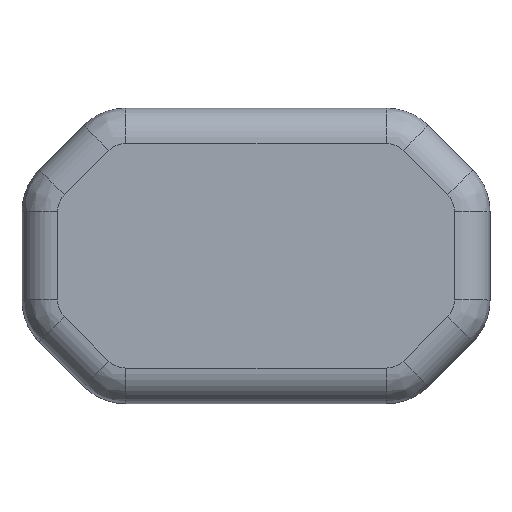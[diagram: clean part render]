
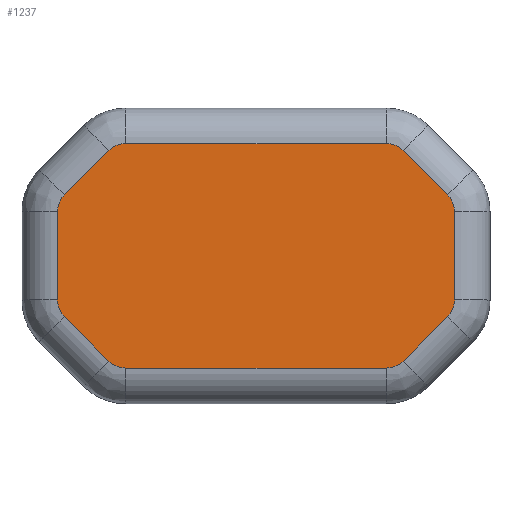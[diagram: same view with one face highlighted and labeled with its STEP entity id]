
A CAD part, top view. The second image highlights one B-rep face of the part: STEP entity #1237.
In plain terms, the highlighted planar face has unit normal (0, 0, 1).
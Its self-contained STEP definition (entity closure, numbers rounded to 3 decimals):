
#53=PLANE('',#1402);
#158=FACE_OUTER_BOUND('',#240,.T.);
#240=EDGE_LOOP('',(#1108,#1109,#1110,#1111,#1112,#1113,#1114,#1115,#1116,
#1117,#1118,#1119,#1120,#1121,#1122,#1123));
#322=LINE('',#2153,#410);
#323=LINE('',#2169,#411);
#324=LINE('',#2186,#412);
#325=LINE('',#2205,#413);
#327=LINE('',#2223,#415);
#328=LINE('',#2241,#416);
#330=LINE('',#2258,#418);
#331=LINE('',#2272,#419);
#410=VECTOR('',#1694,10.);
#411=VECTOR('',#1703,10.);
#412=VECTOR('',#1714,10.);
#413=VECTOR('',#1725,10.);
#415=VECTOR('',#1737,10.);
#416=VECTOR('',#1748,10.);
#418=VECTOR('',#1758,10.);
#419=VECTOR('',#1765,10.);
#496=CIRCLE('',#1365,4.);
#499=CIRCLE('',#1369,4.);
#502=CIRCLE('',#1373,4.);
#506=CIRCLE('',#1378,4.);
#510=CIRCLE('',#1383,4.);
#514=CIRCLE('',#1388,4.);
#518=CIRCLE('',#1393,4.);
#521=CIRCLE('',#1397,4.);
#611=VERTEX_POINT('',#2145);
#612=VERTEX_POINT('',#2147);
#613=VERTEX_POINT('',#2151);
#614=VERTEX_POINT('',#2163);
#615=VERTEX_POINT('',#2167);
#616=VERTEX_POINT('',#2179);
#617=VERTEX_POINT('',#2184);
#619=VERTEX_POINT('',#2197);
#621=VERTEX_POINT('',#2203);
#622=VERTEX_POINT('',#2216);
#623=VERTEX_POINT('',#2221);
#625=VERTEX_POINT('',#2234);
#626=VERTEX_POINT('',#2239);
#627=VERTEX_POINT('',#2252);
#628=VERTEX_POINT('',#2256);
#629=VERTEX_POINT('',#2268);
#764=EDGE_CURVE('',#612,#611,#496,.T.);
#766=EDGE_CURVE('',#613,#612,#322,.T.);
#768=EDGE_CURVE('',#614,#613,#499,.T.);
#770=EDGE_CURVE('',#615,#614,#323,.T.);
#772=EDGE_CURVE('',#616,#615,#502,.T.);
#775=EDGE_CURVE('',#617,#616,#324,.T.);
#777=EDGE_CURVE('',#619,#617,#506,.T.);
#780=EDGE_CURVE('',#621,#619,#325,.T.);
#783=EDGE_CURVE('',#622,#621,#510,.T.);
#786=EDGE_CURVE('',#623,#622,#327,.T.);
#788=EDGE_CURVE('',#625,#623,#514,.T.);
#791=EDGE_CURVE('',#626,#625,#328,.T.);
#794=EDGE_CURVE('',#627,#626,#518,.T.);
#796=EDGE_CURVE('',#628,#627,#330,.T.);
#798=EDGE_CURVE('',#629,#628,#521,.T.);
#799=EDGE_CURVE('',#611,#629,#331,.T.);
#1108=ORIENTED_EDGE('',*,*,#764,.F.);
#1109=ORIENTED_EDGE('',*,*,#766,.F.);
#1110=ORIENTED_EDGE('',*,*,#768,.F.);
#1111=ORIENTED_EDGE('',*,*,#770,.F.);
#1112=ORIENTED_EDGE('',*,*,#772,.F.);
#1113=ORIENTED_EDGE('',*,*,#775,.F.);
#1114=ORIENTED_EDGE('',*,*,#777,.F.);
#1115=ORIENTED_EDGE('',*,*,#780,.F.);
#1116=ORIENTED_EDGE('',*,*,#783,.F.);
#1117=ORIENTED_EDGE('',*,*,#786,.F.);
#1118=ORIENTED_EDGE('',*,*,#788,.F.);
#1119=ORIENTED_EDGE('',*,*,#791,.F.);
#1120=ORIENTED_EDGE('',*,*,#794,.F.);
#1121=ORIENTED_EDGE('',*,*,#796,.F.);
#1122=ORIENTED_EDGE('',*,*,#798,.F.);
#1123=ORIENTED_EDGE('',*,*,#799,.F.);
#1237=ADVANCED_FACE('',(#158),#53,.T.);
#1365=AXIS2_PLACEMENT_3D('',#2149,#1688,#1689);
#1369=AXIS2_PLACEMENT_3D('',#2165,#1697,#1698);
#1373=AXIS2_PLACEMENT_3D('',#2181,#1706,#1707);
#1378=AXIS2_PLACEMENT_3D('',#2199,#1717,#1718);
#1383=AXIS2_PLACEMENT_3D('',#2218,#1729,#1730);
#1388=AXIS2_PLACEMENT_3D('',#2236,#1740,#1741);
#1393=AXIS2_PLACEMENT_3D('',#2254,#1752,#1753);
#1397=AXIS2_PLACEMENT_3D('',#2270,#1761,#1762);
#1402=AXIS2_PLACEMENT_3D('',#2278,#1774,#1775);
#1688=DIRECTION('center_axis',(0.,0.,
-1.));
#1689=DIRECTION('ref_axis',(-0.383,0.924,0.));
#1694=DIRECTION('',(0.707,0.707,0.));
#1697=DIRECTION('center_axis',(0.,0.,
-1.));
#1698=DIRECTION('ref_axis',(-0.924,0.383,0.));
#1703=DIRECTION('',(0.,1.,0.));
#1706=DIRECTION('center_axis',(0.,0.,
-1.));
#1707=DIRECTION('ref_axis',(-0.924,-0.383,0.));
#1714=DIRECTION('',(-0.707,0.707,0.));
#1717=DIRECTION('center_axis',(0.,0.,
-1.));
#1718=DIRECTION('ref_axis',(-0.383,-0.924,0.));
#1725=DIRECTION('',(-1.,0.,0.));
#1729=DIRECTION('center_axis',(0.,0.,
-1.));
#1730=DIRECTION('ref_axis',(0.383,-0.924,0.));
#1737=DIRECTION('',(-0.707,-0.707,0.));
#1740=DIRECTION('center_axis',(0.,0.,
-1.));
#1741=DIRECTION('ref_axis',(0.924,-0.383,0.));
#1748=DIRECTION('',(0.,-1.,0.));
#1752=DIRECTION('center_axis',(0.,0.,
-1.));
#1753=DIRECTION('ref_axis',(0.924,0.383,0.));
#1758=DIRECTION('',(0.707,-0.707,0.));
#1761=DIRECTION('center_axis',(0.,0.,
-1.));
#1762=DIRECTION('ref_axis',(0.383,0.924,0.));
#1765=DIRECTION('',(1.,0.,0.));
#1774=DIRECTION('center_axis',(0.,0.,
1.));
#1775=DIRECTION('ref_axis',(1.,0.,0.));
#2145=CARTESIAN_POINT('',(-22.071,44.,117.3));
#2147=CARTESIAN_POINT('',(-24.899,42.828,117.3));
#2149=CARTESIAN_POINT('Origin',(-22.071,40.,117.3));
#2151=CARTESIAN_POINT('',(-32.428,35.299,117.3));
#2153=CARTESIAN_POINT('',(-23.132,44.596,117.3));
#2163=CARTESIAN_POINT('',(-33.6,32.471,117.3));
#2165=CARTESIAN_POINT('Origin',(-29.6,32.471,117.3));
#2167=CARTESIAN_POINT('',(-33.6,17.529,117.3));
#2169=CARTESIAN_POINT('',(-33.6,28.736,117.3));
#2179=CARTESIAN_POINT('',(-32.428,14.701,117.3));
#2181=CARTESIAN_POINT('Origin',(-29.6,17.529,117.3));
#2184=CARTESIAN_POINT('',(-24.899,7.172,117.3));
#2186=CARTESIAN_POINT('',(-26.896,9.168,117.3));
#2197=CARTESIAN_POINT('',(-22.071,6.,117.3));
#2199=CARTESIAN_POINT('Origin',(-22.071,10.,117.3));
#2203=CARTESIAN_POINT('',(22.071,6.,117.3));
#2205=CARTESIAN_POINT('',(-11.036,6.,117.3));
#2216=CARTESIAN_POINT('',(24.899,7.172,117.3));
#2218=CARTESIAN_POINT('Origin',(22.071,10.,117.3));
#2221=CARTESIAN_POINT('',(32.428,14.701,117.3));
#2223=CARTESIAN_POINT('',(23.132,5.404,117.3));
#2234=CARTESIAN_POINT('',(33.6,17.529,117.3));
#2236=CARTESIAN_POINT('Origin',(29.6,17.529,117.3));
#2239=CARTESIAN_POINT('',(33.6,32.471,117.3));
#2241=CARTESIAN_POINT('',(33.6,21.264,117.3));
#2252=CARTESIAN_POINT('',(32.428,35.299,117.3));
#2254=CARTESIAN_POINT('Origin',(29.6,32.471,117.3));
#2256=CARTESIAN_POINT('',(24.899,42.828,117.3));
#2258=CARTESIAN_POINT('',(26.896,40.832,117.3));
#2268=CARTESIAN_POINT('',(22.071,44.,117.3));
#2270=CARTESIAN_POINT('Origin',(22.071,40.,117.3));
#2272=CARTESIAN_POINT('',(11.036,44.,117.3));
#2278=CARTESIAN_POINT('Origin',(0.,25.,117.3));
